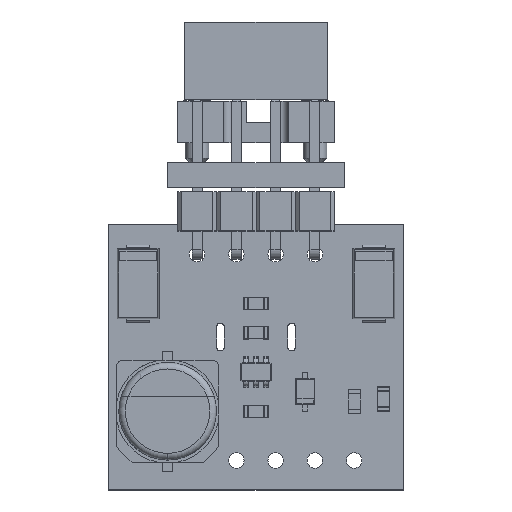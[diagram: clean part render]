
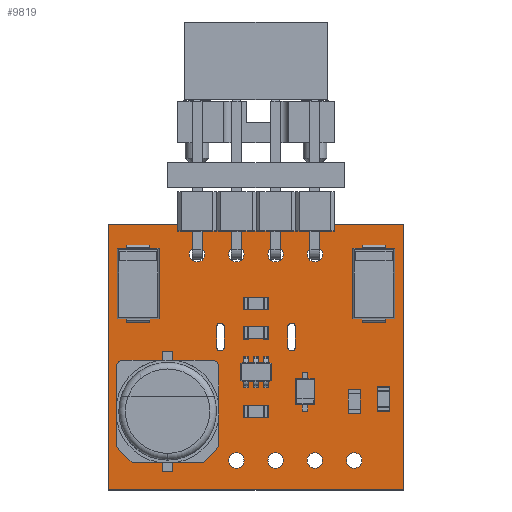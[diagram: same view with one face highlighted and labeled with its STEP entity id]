
A CAD part, top view. The second image highlights one B-rep face of the part: STEP entity #9819.
In plain terms, the highlighted planar face has unit normal (0, 0, 1).
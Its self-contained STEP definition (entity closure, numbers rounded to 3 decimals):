
#9048 = VERTEX_POINT('',#9049);
#9049 = CARTESIAN_POINT('',(-11.975,0.075,0.));
#9066 = VERTEX_POINT('',#9067);
#9067 = CARTESIAN_POINT('',(7.075,0.075,0.));
#9073 = EDGE_CURVE('',#9048,#9066,#9074,.T.);
#9074 = LINE('',#9075,#9076);
#9075 = CARTESIAN_POINT('',(-11.975,0.075,0.));
#9076 = VECTOR('',#9077,1.);
#9077 = DIRECTION('',(1.,0.,0.));
#9088 = VERTEX_POINT('',#9089);
#9089 = CARTESIAN_POINT('',(-11.975,-17.07,0.));
#9104 = EDGE_CURVE('',#9088,#9048,#9105,.T.);
#9105 = LINE('',#9106,#9107);
#9106 = CARTESIAN_POINT('',(-11.975,-17.07,0.));
#9107 = VECTOR('',#9108,1.);
#9108 = DIRECTION('',(0.,1.,0.));
#9128 = VERTEX_POINT('',#9129);
#9129 = CARTESIAN_POINT('',(7.075,-17.07,0.));
#9135 = EDGE_CURVE('',#9066,#9128,#9136,.T.);
#9136 = LINE('',#9137,#9138);
#9137 = CARTESIAN_POINT('',(7.075,0.075,0.));
#9138 = VECTOR('',#9139,1.);
#9139 = DIRECTION('',(0.,-1.,0.));
#9157 = EDGE_CURVE('',#9128,#9088,#9158,.T.);
#9158 = LINE('',#9159,#9160);
#9159 = CARTESIAN_POINT('',(7.075,-17.07,0.));
#9160 = VECTOR('',#9161,1.);
#9161 = DIRECTION('',(-1.,0.,0.));
#9172 = VERTEX_POINT('',#9173);
#9173 = CARTESIAN_POINT('',(-5.76,-1.83,0.));
#9189 = EDGE_CURVE('',#9172,#9172,#9190,.T.);
#9190 = CIRCLE('',#9191,0.5);
#9191 = AXIS2_PLACEMENT_3D('',#9192,#9193,#9194);
#9192 = CARTESIAN_POINT('',(-6.26,-1.83,0.));
#9193 = DIRECTION('',(0.,0.,1.));
#9194 = DIRECTION('',(1.,0.,0.));
#9205 = VERTEX_POINT('',#9206);
#9206 = CARTESIAN_POINT('',(-5.,-7.83,0.));
#9224 = VERTEX_POINT('',#9225);
#9225 = CARTESIAN_POINT('',(-4.75,-8.08,0.));
#9231 = EDGE_CURVE('',#9205,#9224,#9232,.T.);
#9232 = CIRCLE('',#9233,0.25);
#9233 = AXIS2_PLACEMENT_3D('',#9234,#9235,#9236);
#9234 = CARTESIAN_POINT('',(-4.75,-7.83,0.));
#9235 = DIRECTION('',(0.,0.,1.));
#9236 = DIRECTION('',(-1.,0.,0.));
#9247 = VERTEX_POINT('',#9248);
#9248 = CARTESIAN_POINT('',(-5.,-6.53,0.));
#9263 = EDGE_CURVE('',#9247,#9205,#9264,.T.);
#9264 = LINE('',#9265,#9266);
#9265 = CARTESIAN_POINT('',(-5.,-6.53,0.));
#9266 = VECTOR('',#9267,1.);
#9267 = DIRECTION('',(0.,-1.,0.));
#9278 = VERTEX_POINT('',#9279);
#9279 = CARTESIAN_POINT('',(-4.75,-6.28,0.));
#9295 = EDGE_CURVE('',#9278,#9247,#9296,.T.);
#9296 = CIRCLE('',#9297,0.25);
#9297 = AXIS2_PLACEMENT_3D('',#9298,#9299,#9300);
#9298 = CARTESIAN_POINT('',(-4.75,-6.53,0.));
#9299 = DIRECTION('',(0.,0.,1.));
#9300 = DIRECTION('',(0.,1.,0.));
#9311 = VERTEX_POINT('',#9312);
#9312 = CARTESIAN_POINT('',(-4.5,-6.53,0.));
#9328 = EDGE_CURVE('',#9311,#9278,#9329,.T.);
#9329 = CIRCLE('',#9330,0.25);
#9330 = AXIS2_PLACEMENT_3D('',#9331,#9332,#9333);
#9331 = CARTESIAN_POINT('',(-4.75,-6.53,0.));
#9332 = DIRECTION('',(0.,0.,1.));
#9333 = DIRECTION('',(1.,0.,0.));
#9344 = VERTEX_POINT('',#9345);
#9345 = CARTESIAN_POINT('',(-4.5,-7.83,0.));
#9360 = EDGE_CURVE('',#9344,#9311,#9361,.T.);
#9361 = LINE('',#9362,#9363);
#9362 = CARTESIAN_POINT('',(-4.5,-7.83,0.));
#9363 = VECTOR('',#9364,1.);
#9364 = DIRECTION('',(0.,1.,0.));
#9383 = EDGE_CURVE('',#9224,#9344,#9384,.T.);
#9384 = CIRCLE('',#9385,0.25);
#9385 = AXIS2_PLACEMENT_3D('',#9386,#9387,#9388);
#9386 = CARTESIAN_POINT('',(-4.75,-7.83,0.));
#9387 = DIRECTION('',(0.,0.,1.));
#9388 = DIRECTION('',(0.,-1.,0.));
#9399 = VERTEX_POINT('',#9400);
#9400 = CARTESIAN_POINT('',(-0.68,-1.83,0.));
#9416 = EDGE_CURVE('',#9399,#9399,#9417,.T.);
#9417 = CIRCLE('',#9418,0.5);
#9418 = AXIS2_PLACEMENT_3D('',#9419,#9420,#9421);
#9419 = CARTESIAN_POINT('',(-1.18,-1.83,0.));
#9420 = DIRECTION('',(0.,0.,1.));
#9421 = DIRECTION('',(1.,0.,0.));
#9432 = VERTEX_POINT('',#9433);
#9433 = CARTESIAN_POINT('',(-3.22,-1.83,0.));
#9449 = EDGE_CURVE('',#9432,#9432,#9450,.T.);
#9450 = CIRCLE('',#9451,0.5);
#9451 = AXIS2_PLACEMENT_3D('',#9452,#9453,#9454);
#9452 = CARTESIAN_POINT('',(-3.72,-1.83,0.));
#9453 = DIRECTION('',(0.,0.,1.));
#9454 = DIRECTION('',(1.,0.,0.));
#9465 = VERTEX_POINT('',#9466);
#9466 = CARTESIAN_POINT('',(1.86,-1.83,0.));
#9482 = EDGE_CURVE('',#9465,#9465,#9483,.T.);
#9483 = CIRCLE('',#9484,0.5);
#9484 = AXIS2_PLACEMENT_3D('',#9485,#9486,#9487);
#9485 = CARTESIAN_POINT('',(1.36,-1.83,0.));
#9486 = DIRECTION('',(0.,0.,1.));
#9487 = DIRECTION('',(1.,0.,0.));
#9498 = VERTEX_POINT('',#9499);
#9499 = CARTESIAN_POINT('',(-0.4,-7.83,0.));
#9517 = VERTEX_POINT('',#9518);
#9518 = CARTESIAN_POINT('',(-0.15,-8.08,0.));
#9524 = EDGE_CURVE('',#9498,#9517,#9525,.T.);
#9525 = CIRCLE('',#9526,0.25);
#9526 = AXIS2_PLACEMENT_3D('',#9527,#9528,#9529);
#9527 = CARTESIAN_POINT('',(-0.15,-7.83,0.));
#9528 = DIRECTION('',(0.,0.,1.));
#9529 = DIRECTION('',(-1.,0.,0.));
#9540 = VERTEX_POINT('',#9541);
#9541 = CARTESIAN_POINT('',(-0.4,-6.53,0.));
#9556 = EDGE_CURVE('',#9540,#9498,#9557,.T.);
#9557 = LINE('',#9558,#9559);
#9558 = CARTESIAN_POINT('',(-0.4,-6.53,0.));
#9559 = VECTOR('',#9560,1.);
#9560 = DIRECTION('',(0.,-1.,0.));
#9571 = VERTEX_POINT('',#9572);
#9572 = CARTESIAN_POINT('',(-0.15,-6.28,0.));
#9588 = EDGE_CURVE('',#9571,#9540,#9589,.T.);
#9589 = CIRCLE('',#9590,0.25);
#9590 = AXIS2_PLACEMENT_3D('',#9591,#9592,#9593);
#9591 = CARTESIAN_POINT('',(-0.15,-6.53,0.));
#9592 = DIRECTION('',(0.,0.,1.));
#9593 = DIRECTION('',(0.,1.,0.));
#9604 = VERTEX_POINT('',#9605);
#9605 = CARTESIAN_POINT('',(0.1,-6.53,0.));
#9621 = EDGE_CURVE('',#9604,#9571,#9622,.T.);
#9622 = CIRCLE('',#9623,0.25);
#9623 = AXIS2_PLACEMENT_3D('',#9624,#9625,#9626);
#9624 = CARTESIAN_POINT('',(-0.15,-6.53,0.));
#9625 = DIRECTION('',(0.,0.,1.));
#9626 = DIRECTION('',(1.,0.,0.));
#9637 = VERTEX_POINT('',#9638);
#9638 = CARTESIAN_POINT('',(0.1,-7.83,0.));
#9653 = EDGE_CURVE('',#9637,#9604,#9654,.T.);
#9654 = LINE('',#9655,#9656);
#9655 = CARTESIAN_POINT('',(0.1,-7.83,0.));
#9656 = VECTOR('',#9657,1.);
#9657 = DIRECTION('',(0.,1.,0.));
#9676 = EDGE_CURVE('',#9517,#9637,#9677,.T.);
#9677 = CIRCLE('',#9678,0.25);
#9678 = AXIS2_PLACEMENT_3D('',#9679,#9680,#9681);
#9679 = CARTESIAN_POINT('',(-0.15,-7.83,0.));
#9680 = DIRECTION('',(0.,0.,1.));
#9681 = DIRECTION('',(0.,-1.,0.));
#9692 = VERTEX_POINT('',#9693);
#9693 = CARTESIAN_POINT('',(4.4,-15.165,0.));
#9709 = EDGE_CURVE('',#9692,#9692,#9710,.T.);
#9710 = CIRCLE('',#9711,0.5);
#9711 = AXIS2_PLACEMENT_3D('',#9712,#9713,#9714);
#9712 = CARTESIAN_POINT('',(3.9,-15.165,0.));
#9713 = DIRECTION('',(0.,0.,1.));
#9714 = DIRECTION('',(1.,0.,0.));
#9725 = VERTEX_POINT('',#9726);
#9726 = CARTESIAN_POINT('',(-0.68,-15.165,0.));
#9742 = EDGE_CURVE('',#9725,#9725,#9743,.T.);
#9743 = CIRCLE('',#9744,0.5);
#9744 = AXIS2_PLACEMENT_3D('',#9745,#9746,#9747);
#9745 = CARTESIAN_POINT('',(-1.18,-15.165,0.));
#9746 = DIRECTION('',(0.,0.,1.));
#9747 = DIRECTION('',(1.,0.,0.));
#9758 = VERTEX_POINT('',#9759);
#9759 = CARTESIAN_POINT('',(1.86,-15.165,0.));
#9775 = EDGE_CURVE('',#9758,#9758,#9776,.T.);
#9776 = CIRCLE('',#9777,0.5);
#9777 = AXIS2_PLACEMENT_3D('',#9778,#9779,#9780);
#9778 = CARTESIAN_POINT('',(1.36,-15.165,0.));
#9779 = DIRECTION('',(0.,0.,1.));
#9780 = DIRECTION('',(1.,0.,0.));
#9791 = VERTEX_POINT('',#9792);
#9792 = CARTESIAN_POINT('',(-3.22,-15.165,0.));
#9808 = EDGE_CURVE('',#9791,#9791,#9809,.T.);
#9809 = CIRCLE('',#9810,0.5);
#9810 = AXIS2_PLACEMENT_3D('',#9811,#9812,#9813);
#9811 = CARTESIAN_POINT('',(-3.72,-15.165,0.));
#9812 = DIRECTION('',(0.,0.,1.));
#9813 = DIRECTION('',(1.,0.,0.));
#9819 = ADVANCED_FACE('',(#9820,#9826,#9829,#9837,#9840,#9843,#9846,
    #9854,#9857,#9860,#9863),#9866,.F.);
#9820 = FACE_BOUND('',#9821,.F.);
#9821 = EDGE_LOOP('',(#9822,#9823,#9824,#9825));
#9822 = ORIENTED_EDGE('',*,*,#9073,.T.);
#9823 = ORIENTED_EDGE('',*,*,#9135,.T.);
#9824 = ORIENTED_EDGE('',*,*,#9157,.T.);
#9825 = ORIENTED_EDGE('',*,*,#9104,.T.);
#9826 = FACE_BOUND('',#9827,.F.);
#9827 = EDGE_LOOP('',(#9828));
#9828 = ORIENTED_EDGE('',*,*,#9189,.T.);
#9829 = FACE_BOUND('',#9830,.F.);
#9830 = EDGE_LOOP('',(#9831,#9832,#9833,#9834,#9835,#9836));
#9831 = ORIENTED_EDGE('',*,*,#9231,.T.);
#9832 = ORIENTED_EDGE('',*,*,#9383,.T.);
#9833 = ORIENTED_EDGE('',*,*,#9360,.T.);
#9834 = ORIENTED_EDGE('',*,*,#9328,.T.);
#9835 = ORIENTED_EDGE('',*,*,#9295,.T.);
#9836 = ORIENTED_EDGE('',*,*,#9263,.T.);
#9837 = FACE_BOUND('',#9838,.F.);
#9838 = EDGE_LOOP('',(#9839));
#9839 = ORIENTED_EDGE('',*,*,#9416,.T.);
#9840 = FACE_BOUND('',#9841,.F.);
#9841 = EDGE_LOOP('',(#9842));
#9842 = ORIENTED_EDGE('',*,*,#9449,.T.);
#9843 = FACE_BOUND('',#9844,.F.);
#9844 = EDGE_LOOP('',(#9845));
#9845 = ORIENTED_EDGE('',*,*,#9482,.T.);
#9846 = FACE_BOUND('',#9847,.F.);
#9847 = EDGE_LOOP('',(#9848,#9849,#9850,#9851,#9852,#9853));
#9848 = ORIENTED_EDGE('',*,*,#9524,.T.);
#9849 = ORIENTED_EDGE('',*,*,#9676,.T.);
#9850 = ORIENTED_EDGE('',*,*,#9653,.T.);
#9851 = ORIENTED_EDGE('',*,*,#9621,.T.);
#9852 = ORIENTED_EDGE('',*,*,#9588,.T.);
#9853 = ORIENTED_EDGE('',*,*,#9556,.T.);
#9854 = FACE_BOUND('',#9855,.F.);
#9855 = EDGE_LOOP('',(#9856));
#9856 = ORIENTED_EDGE('',*,*,#9709,.T.);
#9857 = FACE_BOUND('',#9858,.F.);
#9858 = EDGE_LOOP('',(#9859));
#9859 = ORIENTED_EDGE('',*,*,#9742,.T.);
#9860 = FACE_BOUND('',#9861,.F.);
#9861 = EDGE_LOOP('',(#9862));
#9862 = ORIENTED_EDGE('',*,*,#9775,.T.);
#9863 = FACE_BOUND('',#9864,.F.);
#9864 = EDGE_LOOP('',(#9865));
#9865 = ORIENTED_EDGE('',*,*,#9808,.T.);
#9866 = PLANE('',#9867);
#9867 = AXIS2_PLACEMENT_3D('',#9868,#9869,#9870);
#9868 = CARTESIAN_POINT('',(-2.45,-8.498,0.));
#9869 = DIRECTION('',(0.,0.,-1.));
#9870 = DIRECTION('',(-1.,0.,0.));
